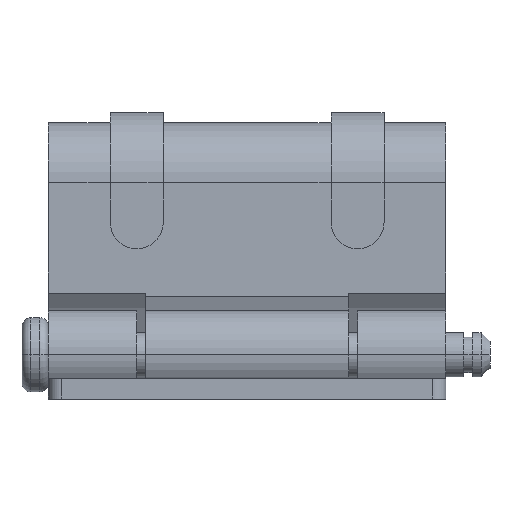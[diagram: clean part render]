
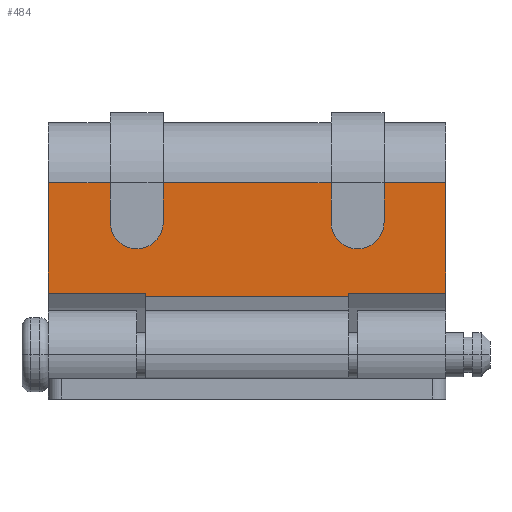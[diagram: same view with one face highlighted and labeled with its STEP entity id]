
A CAD part, left-side view. The second image highlights one B-rep face of the part: STEP entity #484.
In plain terms, the highlighted face is planar.
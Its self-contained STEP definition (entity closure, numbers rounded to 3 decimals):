
#473 = ORIENTED_EDGE ( 'NONE', *, *, #474, .T. ) ;
#474 = EDGE_CURVE ( 'NONE', #562, #475, #1867, .T. ) ;
#475 = VERTEX_POINT ( 'NONE', #1922 ) ;
#476 = ORIENTED_EDGE ( 'NONE', *, *, #477, .T. ) ;
#477 = EDGE_CURVE ( 'NONE', #475, #478, #1921, .T. ) ;
#478 = VERTEX_POINT ( 'NONE', #1917 ) ;
#479 = ORIENTED_EDGE ( 'NONE', *, *, #480, .F. ) ;
#480 = EDGE_CURVE ( 'NONE', #481, #478, #1916, .T. ) ;
#481 = VERTEX_POINT ( 'NONE', #1912 ) ;
#484 = ADVANCED_FACE ( 'NONE', ( #1906 ), #1905, .F. ) ;
#485 = EDGE_LOOP ( 'NONE', ( #486, #487, #490, #493, #496, #560, #473, #476, #479, #543, #546, #549, #552, #555, #529, #532, #535, #538 ) ) ;
#486 = ORIENTED_EDGE ( 'NONE', *, *, #509, .T. ) ;
#487 = ORIENTED_EDGE ( 'NONE', *, *, #488, .T. ) ;
#488 = EDGE_CURVE ( 'NONE', #507, #489, #1900, .T. ) ;
#489 = VERTEX_POINT ( 'NONE', #1896 ) ;
#490 = ORIENTED_EDGE ( 'NONE', *, *, #491, .T. ) ;
#491 = EDGE_CURVE ( 'NONE', #489, #492, #1895, .T. ) ;
#492 = VERTEX_POINT ( 'NONE', #1951 ) ;
#493 = ORIENTED_EDGE ( 'NONE', *, *, #494, .T. ) ;
#494 = EDGE_CURVE ( 'NONE', #492, #495, #1950, .T. ) ;
#495 = VERTEX_POINT ( 'NONE', #1945 ) ;
#496 = ORIENTED_EDGE ( 'NONE', *, *, #558, .F. ) ;
#507 = VERTEX_POINT ( 'NONE', #1923 ) ;
#509 = EDGE_CURVE ( 'NONE', #510, #507, #1983, .T. ) ;
#510 = VERTEX_POINT ( 'NONE', #1979 ) ;
#529 = ORIENTED_EDGE ( 'NONE', *, *, #530, .T. ) ;
#530 = EDGE_CURVE ( 'NONE', #557, #531, #2012, .T. ) ;
#531 = VERTEX_POINT ( 'NONE', #2008 ) ;
#532 = ORIENTED_EDGE ( 'NONE', *, *, #533, .T. ) ;
#533 = EDGE_CURVE ( 'NONE', #531, #534, #2007, .T. ) ;
#534 = VERTEX_POINT ( 'NONE', #2002 ) ;
#535 = ORIENTED_EDGE ( 'NONE', *, *, #536, .T. ) ;
#536 = EDGE_CURVE ( 'NONE', #534, #537, #2001, .T. ) ;
#537 = VERTEX_POINT ( 'NONE', #1996 ) ;
#538 = ORIENTED_EDGE ( 'NONE', *, *, #539, .F. ) ;
#539 = EDGE_CURVE ( 'NONE', #510, #537, #1995, .T. ) ;
#543 = ORIENTED_EDGE ( 'NONE', *, *, #544, .F. ) ;
#544 = EDGE_CURVE ( 'NONE', #545, #481, #2047, .T. ) ;
#545 = VERTEX_POINT ( 'NONE', #2043 ) ;
#546 = ORIENTED_EDGE ( 'NONE', *, *, #547, .F. ) ;
#547 = EDGE_CURVE ( 'NONE', #548, #545, #2042, .T. ) ;
#548 = VERTEX_POINT ( 'NONE', #2038 ) ;
#549 = ORIENTED_EDGE ( 'NONE', *, *, #550, .F. ) ;
#550 = EDGE_CURVE ( 'NONE', #551, #548, #2037, .T. ) ;
#551 = VERTEX_POINT ( 'NONE', #2033 ) ;
#552 = ORIENTED_EDGE ( 'NONE', *, *, #553, .F. ) ;
#553 = EDGE_CURVE ( 'NONE', #554, #551, #2032, .T. ) ;
#554 = VERTEX_POINT ( 'NONE', #2028 ) ;
#555 = ORIENTED_EDGE ( 'NONE', *, *, #556, .T. ) ;
#556 = EDGE_CURVE ( 'NONE', #554, #557, #2027, .T. ) ;
#557 = VERTEX_POINT ( 'NONE', #2023 ) ;
#558 = EDGE_CURVE ( 'NONE', #559, #495, #2022, .T. ) ;
#559 = VERTEX_POINT ( 'NONE', #2018 ) ;
#560 = ORIENTED_EDGE ( 'NONE', *, *, #561, .T. ) ;
#561 = EDGE_CURVE ( 'NONE', #559, #562, #2079, .T. ) ;
#562 = VERTEX_POINT ( 'NONE', #2075 ) ;
#1859 = DIRECTION ( 'NONE',  ( 0., -1., 0. ) ) ;
#1860 = VECTOR ( 'NONE', #1859, 1000. ) ;
#1861 = CARTESIAN_POINT ( 'NONE',  ( -22.5, 19.502, -0.7 ) ) ;
#1867 = LINE ( 'NONE', #1861, #1860 ) ;
#1891 = DIRECTION ( 'NONE',  ( -1., 0., 0. ) ) ;
#1892 = DIRECTION ( 'NONE',  ( 0., 0., -1. ) ) ;
#1893 = CARTESIAN_POINT ( 'NONE',  ( -12.5, 15., -0.7 ) ) ;
#1894 = AXIS2_PLACEMENT_3D ( 'NONE', #1893, #1892, #1891 ) ;
#1895 = CIRCLE ( 'NONE', #1894, 3. ) ;
#1896 = CARTESIAN_POINT ( 'NONE',  ( -9.5, 15., -0.7 ) ) ;
#1897 = DIRECTION ( 'NONE',  ( 0., -1., 0. ) ) ;
#1898 = VECTOR ( 'NONE', #1897, 1000. ) ;
#1899 = CARTESIAN_POINT ( 'NONE',  ( -9.5, 19.502, -0.7 ) ) ;
#1900 = LINE ( 'NONE', #1899, #1898 ) ;
#1901 = DIRECTION ( 'NONE',  ( -1., 0., 0. ) ) ;
#1902 = DIRECTION ( 'NONE',  ( 0., 0., -1. ) ) ;
#1903 = CARTESIAN_POINT ( 'NONE',  ( 22.5, 19.502, -0.7 ) ) ;
#1904 = AXIS2_PLACEMENT_3D ( 'NONE', #1903, #1902, #1901 ) ;
#1905 = PLANE ( 'NONE',  #1904 ) ;
#1906 = FACE_OUTER_BOUND ( 'NONE', #485, .T. ) ;
#1912 = CARTESIAN_POINT ( 'NONE',  ( -11.5, 6.639, -0.7 ) ) ;
#1913 = DIRECTION ( 'NONE',  ( 0., 1., 0. ) ) ;
#1914 = VECTOR ( 'NONE', #1913, 1000. ) ;
#1915 = CARTESIAN_POINT ( 'NONE',  ( -11.5, 19.502, -0.7 ) ) ;
#1916 = LINE ( 'NONE', #1915, #1914 ) ;
#1917 = CARTESIAN_POINT ( 'NONE',  ( -11.5, 7., -0.7 ) ) ;
#1918 = DIRECTION ( 'NONE',  ( 1., 0., 0. ) ) ;
#1919 = VECTOR ( 'NONE', #1918, 1000. ) ;
#1920 = CARTESIAN_POINT ( 'NONE',  ( 22.5, 7., -0.7 ) ) ;
#1921 = LINE ( 'NONE', #1920, #1919 ) ;
#1922 = CARTESIAN_POINT ( 'NONE',  ( -22.5, 7., -0.7 ) ) ;
#1923 = CARTESIAN_POINT ( 'NONE',  ( -9.5, 19.502, -0.7 ) ) ;
#1945 = CARTESIAN_POINT ( 'NONE',  ( -15.5, 15., -0.7 ) ) ;
#1946 = DIRECTION ( 'NONE',  ( -1., 0., 0. ) ) ;
#1947 = DIRECTION ( 'NONE',  ( 0., 0., -1. ) ) ;
#1948 = CARTESIAN_POINT ( 'NONE',  ( -12.5, 15., -0.7 ) ) ;
#1949 = AXIS2_PLACEMENT_3D ( 'NONE', #1948, #1947, #1946 ) ;
#1950 = CIRCLE ( 'NONE', #1949, 3. ) ;
#1951 = CARTESIAN_POINT ( 'NONE',  ( -12.5, 12., -0.7 ) ) ;
#1979 = CARTESIAN_POINT ( 'NONE',  ( 9.5, 19.502, -0.7 ) ) ;
#1980 = DIRECTION ( 'NONE',  ( -1., 0., 0. ) ) ;
#1981 = VECTOR ( 'NONE', #1980, 1000. ) ;
#1982 = CARTESIAN_POINT ( 'NONE',  ( 22.5, 19.502, -0.7 ) ) ;
#1983 = LINE ( 'NONE', #1982, #1981 ) ;
#1992 = DIRECTION ( 'NONE',  ( 0., -1., 0. ) ) ;
#1993 = VECTOR ( 'NONE', #1992, 1000. ) ;
#1994 = CARTESIAN_POINT ( 'NONE',  ( 9.5, 19.502, -0.7 ) ) ;
#1995 = LINE ( 'NONE', #1994, #1993 ) ;
#1996 = CARTESIAN_POINT ( 'NONE',  ( 9.5, 15., -0.7 ) ) ;
#1997 = DIRECTION ( 'NONE',  ( -1., 0., 0. ) ) ;
#1998 = DIRECTION ( 'NONE',  ( 0., 0., -1. ) ) ;
#1999 = CARTESIAN_POINT ( 'NONE',  ( 12.5, 15., -0.7 ) ) ;
#2000 = AXIS2_PLACEMENT_3D ( 'NONE', #1999, #1998, #1997 ) ;
#2001 = CIRCLE ( 'NONE', #2000, 3. ) ;
#2002 = CARTESIAN_POINT ( 'NONE',  ( 12.5, 12., -0.7 ) ) ;
#2003 = DIRECTION ( 'NONE',  ( -1., 0., 0. ) ) ;
#2004 = DIRECTION ( 'NONE',  ( 0., 0., -1. ) ) ;
#2005 = CARTESIAN_POINT ( 'NONE',  ( 12.5, 15., -0.7 ) ) ;
#2006 = AXIS2_PLACEMENT_3D ( 'NONE', #2005, #2004, #2003 ) ;
#2007 = CIRCLE ( 'NONE', #2006, 3. ) ;
#2008 = CARTESIAN_POINT ( 'NONE',  ( 15.5, 15., -0.7 ) ) ;
#2009 = DIRECTION ( 'NONE',  ( 0., -1., 0. ) ) ;
#2010 = VECTOR ( 'NONE', #2009, 1000. ) ;
#2011 = CARTESIAN_POINT ( 'NONE',  ( 15.5, 19.502, -0.7 ) ) ;
#2012 = LINE ( 'NONE', #2011, #2010 ) ;
#2018 = CARTESIAN_POINT ( 'NONE',  ( -15.5, 19.502, -0.7 ) ) ;
#2019 = DIRECTION ( 'NONE',  ( 0., -1., 0. ) ) ;
#2020 = VECTOR ( 'NONE', #2019, 1000. ) ;
#2021 = CARTESIAN_POINT ( 'NONE',  ( -15.5, 19.502, -0.7 ) ) ;
#2022 = LINE ( 'NONE', #2021, #2020 ) ;
#2023 = CARTESIAN_POINT ( 'NONE',  ( 15.5, 19.502, -0.7 ) ) ;
#2024 = DIRECTION ( 'NONE',  ( -1., 0., 0. ) ) ;
#2025 = VECTOR ( 'NONE', #2024, 1000. ) ;
#2026 = CARTESIAN_POINT ( 'NONE',  ( 22.5, 19.502, -0.7 ) ) ;
#2027 = LINE ( 'NONE', #2026, #2025 ) ;
#2028 = CARTESIAN_POINT ( 'NONE',  ( 22.5, 19.502, -0.7 ) ) ;
#2029 = DIRECTION ( 'NONE',  ( 0., -1., 0. ) ) ;
#2030 = VECTOR ( 'NONE', #2029, 1000. ) ;
#2031 = CARTESIAN_POINT ( 'NONE',  ( 22.5, 19.502, -0.7 ) ) ;
#2032 = LINE ( 'NONE', #2031, #2030 ) ;
#2033 = CARTESIAN_POINT ( 'NONE',  ( 22.5, 7., -0.7 ) ) ;
#2034 = DIRECTION ( 'NONE',  ( -1., 0., 0. ) ) ;
#2035 = VECTOR ( 'NONE', #2034, 1000. ) ;
#2036 = CARTESIAN_POINT ( 'NONE',  ( 22.5, 7., -0.7 ) ) ;
#2037 = LINE ( 'NONE', #2036, #2035 ) ;
#2038 = CARTESIAN_POINT ( 'NONE',  ( 11.5, 7., -0.7 ) ) ;
#2039 = DIRECTION ( 'NONE',  ( 0., -1., 0. ) ) ;
#2040 = VECTOR ( 'NONE', #2039, 1000. ) ;
#2041 = CARTESIAN_POINT ( 'NONE',  ( 11.5, 19.502, -0.7 ) ) ;
#2042 = LINE ( 'NONE', #2041, #2040 ) ;
#2043 = CARTESIAN_POINT ( 'NONE',  ( 11.5, 6.639, -0.7 ) ) ;
#2044 = DIRECTION ( 'NONE',  ( -1., 0., 0. ) ) ;
#2045 = VECTOR ( 'NONE', #2044, 1000. ) ;
#2046 = CARTESIAN_POINT ( 'NONE',  ( 22.5, 6.639, -0.7 ) ) ;
#2047 = LINE ( 'NONE', #2046, #2045 ) ;
#2075 = CARTESIAN_POINT ( 'NONE',  ( -22.5, 19.502, -0.7 ) ) ;
#2076 = DIRECTION ( 'NONE',  ( -1., 0., 0. ) ) ;
#2077 = VECTOR ( 'NONE', #2076, 1000. ) ;
#2078 = CARTESIAN_POINT ( 'NONE',  ( 22.5, 19.502, -0.7 ) ) ;
#2079 = LINE ( 'NONE', #2078, #2077 ) ;
